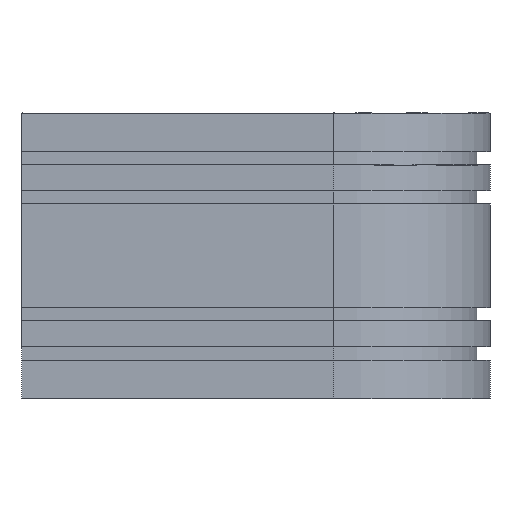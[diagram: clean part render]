
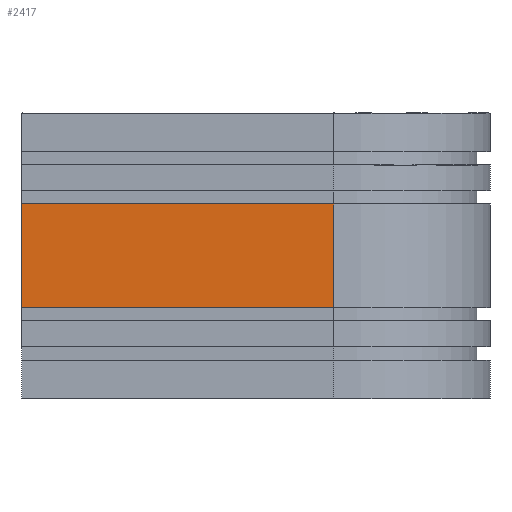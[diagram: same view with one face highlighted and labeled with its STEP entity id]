
A CAD part, left-side view. The second image highlights one B-rep face of the part: STEP entity #2417.
In plain terms, the highlighted free-form (B-spline) face has degree [1, 1] with [2, 2] control points.
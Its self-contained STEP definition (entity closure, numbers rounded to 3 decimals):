
#1828=CARTESIAN_POINT('',(-3.0,-24.0,4.));
#1829=VERTEX_POINT('',#1828);
#1843=CARTESIAN_POINT('',(-3.0,-24.0,-4.));
#1844=VERTEX_POINT('',#1843);
#1845=CARTESIAN_POINT('',(-3.0,-24.0,-4.));
#1846=CARTESIAN_POINT('',(-3.0,-24.0,4.));
#1847=QUASI_UNIFORM_CURVE('',1,(#1845,#1846),.UNSPECIFIED.,.F.,.U.);
#1848=EDGE_CURVE('',#1844,#1829,#1847,.T.);
#2368=CARTESIAN_POINT('',(-3.0,0.0,4.));
#2369=VERTEX_POINT('',#2368);
#2375=CARTESIAN_POINT('',(-3.0,0.0,4.));
#2376=CARTESIAN_POINT('',(-3.0,-24.0,4.));
#2377=QUASI_UNIFORM_CURVE('',1,(#2375,#2376),.UNSPECIFIED.,.F.,.U.);
#2378=EDGE_CURVE('',#2369,#1829,#2377,.T.);
#2396=CARTESIAN_POINT('',(-3.0,-25.199,4.4));
#2397=CARTESIAN_POINT('',(-3.0,-25.199,-4.4));
#2398=CARTESIAN_POINT('',(-3.0,1.199,4.4));
#2399=CARTESIAN_POINT('',(-3.0,1.199,-4.4));
#2400=B_SPLINE_SURFACE_WITH_KNOTS('',1,1,((#2396,#2398),(#2397,#2399)),.UNSPECIFIED.,.F.,.F.,.U.,(2,2),(2,2),(0.0,8.799),(0.0,26.398),.UNSPECIFIED.);
#2401=ORIENTED_EDGE('',*,*,#2378,.F.);
#2402=CARTESIAN_POINT('',(-3.0,0.0,-4.));
#2403=VERTEX_POINT('',#2402);
#2404=CARTESIAN_POINT('',(-3.0,0.0,-4.));
#2405=CARTESIAN_POINT('',(-3.0,0.0,4.));
#2406=QUASI_UNIFORM_CURVE('',1,(#2404,#2405),.UNSPECIFIED.,.F.,.U.);
#2407=EDGE_CURVE('',#2403,#2369,#2406,.T.);
#2408=ORIENTED_EDGE('',*,*,#2407,.F.);
#2409=CARTESIAN_POINT('',(-3.0,0.0,-4.));
#2410=CARTESIAN_POINT('',(-3.0,-24.0,-4.));
#2411=QUASI_UNIFORM_CURVE('',1,(#2409,#2410),.UNSPECIFIED.,.F.,.U.);
#2412=EDGE_CURVE('',#2403,#1844,#2411,.T.);
#2413=ORIENTED_EDGE('',*,*,#2412,.T.);
#2414=ORIENTED_EDGE('',*,*,#1848,.T.);
#2415=EDGE_LOOP('',(#2401,#2408,#2413,#2414));
#2416=FACE_OUTER_BOUND('',#2415,.T.);
#2417=ADVANCED_FACE('',(#2416),#2400,.F.);
